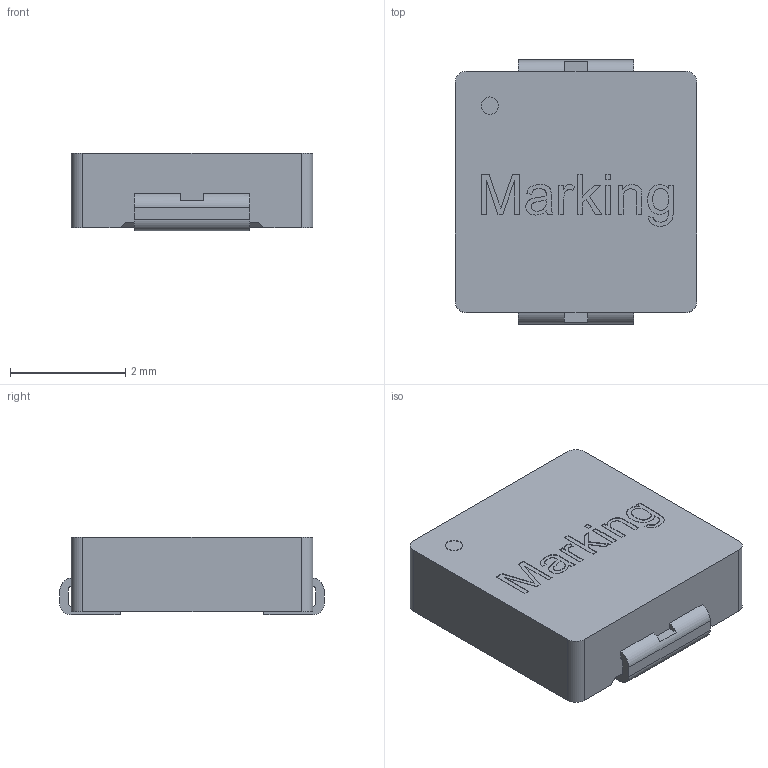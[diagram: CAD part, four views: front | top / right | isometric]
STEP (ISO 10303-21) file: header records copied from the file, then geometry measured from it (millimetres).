
FILE_DESCRIPTION( ('This file contains a STEP AP42 implementation' ,'as created by ZW3D STEP Interface translator.') ,'2;1' );
FILE_NAME( 'CSHB0415²úÆ·.stp' ,'23 625.1457 0', (''), ('ZWCAD Software Co.'), 'Version 1.0', 'ZW3D to STEP translator', '' );
FILE_SCHEMA(('AP242_MANAGED_MODEL_BASED_3D_ENGINEERING_MIM_LF { 1 0 10303 442 1 1 4 }'));
Length unit declared in the file: millimetre
Products named in the file (4): 0; CSHB0415莉こ; CSHB0415; CSHB0410傷赽
Assembly tree (3 placements, depth 2):
  0
  CSHB0415莉こ
    CSHB0415
    CSHB0410傷赽  x2
Bounding box: 4.2 x 4.6 x 1.35 mm (x, y, z)
Volume: 23.3 mm3; surface area: 70.5 mm2
Topology: 3 solids, 3 shells, 160 faces, 429 edges, 286 vertices
Faces by surface type: plane 103, bspline 41, cylinder 16
Full cylindrical faces by diameter (mm): 0.3 x1
Entity records: 4938 total; most frequent: CARTESIAN_POINT 1301, ORIENTED_EDGE 780, DIRECTION 560, EDGE_CURVE 390, VECTOR 282, LINE 282, VERTEX_POINT 260, EDGE_LOOP 156
